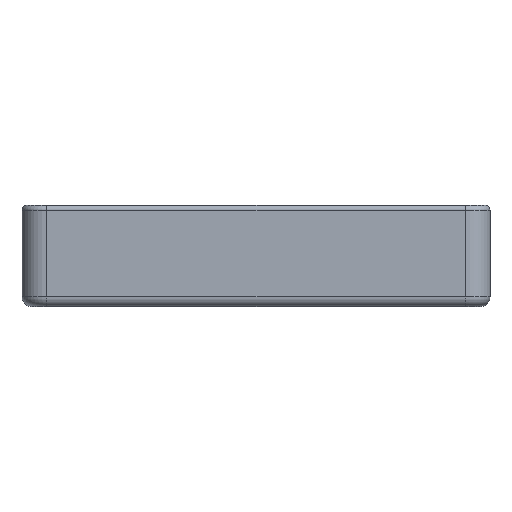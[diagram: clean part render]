
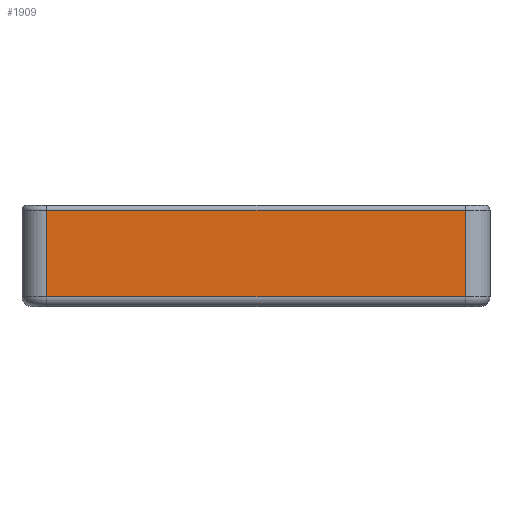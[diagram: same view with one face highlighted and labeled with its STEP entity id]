
A CAD part, left-side view. The second image highlights one B-rep face of the part: STEP entity #1909.
In plain terms, the highlighted planar face has unit normal (-1, 0, 0).
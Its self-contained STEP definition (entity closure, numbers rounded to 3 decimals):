
#251=FACE_OUTER_BOUND('',#377,.T.);
#377=EDGE_LOOP('',(#1728,#1729,#1730,#1731));
#559=LINE('',#3108,#757);
#575=LINE('',#3175,#773);
#576=LINE('',#3177,#774);
#577=LINE('',#3179,#775);
#757=VECTOR('',#2539,10.);
#773=VECTOR('',#2627,10.);
#774=VECTOR('',#2630,10.);
#775=VECTOR('',#2633,10.);
#931=VERTEX_POINT('',#3100);
#933=VERTEX_POINT('',#3106);
#946=VERTEX_POINT('',#3154);
#948=VERTEX_POINT('',#3171);
#1178=EDGE_CURVE('',#933,#931,#559,.T.);
#1213=EDGE_CURVE('',#946,#948,#575,.T.);
#1214=EDGE_CURVE('',#948,#933,#576,.T.);
#1215=EDGE_CURVE('',#931,#946,#577,.T.);
#1728=ORIENTED_EDGE('',*,*,#1178,.F.);
#1729=ORIENTED_EDGE('',*,*,#1214,.F.);
#1730=ORIENTED_EDGE('',*,*,#1213,.F.);
#1731=ORIENTED_EDGE('',*,*,#1215,.F.);
#1809=PLANE('',#2095);
#1909=ADVANCED_FACE('',(#251),#1809,.T.);
#2095=AXIS2_PLACEMENT_3D('',#3178,#2631,#2632);
#2539=DIRECTION('',(0.,-1.,0.));
#2627=DIRECTION('',(0.,1.,0.));
#2630=DIRECTION('',(0.,0.,1.));
#2631=DIRECTION('center_axis',(-1.,0.,0.));
#2632=DIRECTION('ref_axis',(0.,-1.,0.));
#2633=DIRECTION('',(0.,0.,-1.));
#3100=CARTESIAN_POINT('',(-6.905,-1.742,19.6));
#3106=CARTESIAN_POINT('',(-6.905,83.408,19.6));
#3108=CARTESIAN_POINT('',(-6.905,64.62,19.6));
#3154=CARTESIAN_POINT('',(-6.905,-1.742,2.));
#3171=CARTESIAN_POINT('',(-6.905,83.408,2.));
#3175=CARTESIAN_POINT('',(-6.905,64.62,2.));
#3177=CARTESIAN_POINT('',(-6.905,83.408,0.));
#3178=CARTESIAN_POINT('Origin',(-6.905,88.408,0.));
#3179=CARTESIAN_POINT('',(-6.905,-1.742,0.));
